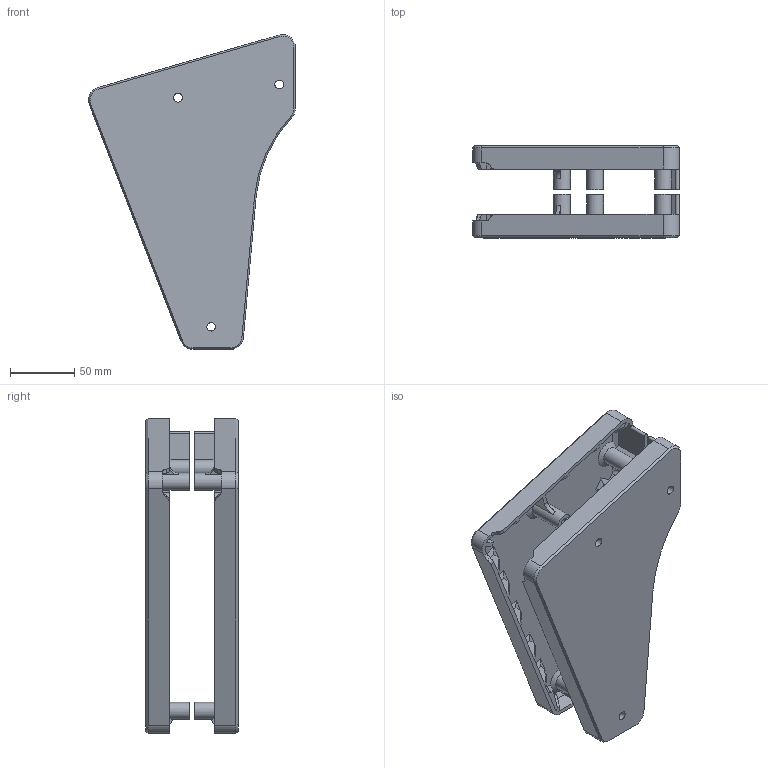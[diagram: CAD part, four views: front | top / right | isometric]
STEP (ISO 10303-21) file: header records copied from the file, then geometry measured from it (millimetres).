
FILE_DESCRIPTION(/* description */ (''),/* implementation_level */ '2;1');
FILE_NAME(/* name */ 'frame compartment.step',/* time_stamp */ '2023-07-07T07:53:54-07:00',/* author */ (''),/* organization */ (''),/* preprocessor_version */ 'ST-DEVELOPER v19.2',/* originating_system */ 'Autodesk Translation Framework v12.6.0.85',/* authorisation */ '');
FILE_SCHEMA (('AUTOMOTIVE_DESIGN { 1 0 10303 214 3 1 1 }'));
Length unit declared in the file: millimetre
Products named in the file (1): frame compartment
Bounding box: 160.9 x 71.7 x 244.83 mm (x, y, z)
Volume: 241669.9 mm3; surface area: 146905.5 mm2
Topology: 2 solids, 2 shells, 441 faces, 1152 edges, 715 vertices
Faces by surface type: plane 329, cylinder 63, cone 40, bspline 5, torus 4
Full cylindrical faces by diameter (mm): 6.604 x2, 6.858 x4, 13.004 x2, 13.258 x2
Entity records: 13540 total; most frequent: CARTESIAN_POINT 2772, ORIENTED_EDGE 2304, DIRECTION 2129, EDGE_CURVE 1152, LINE 907, VECTOR 907, VERTEX_POINT 715, AXIS2_PLACEMENT_3D 611
